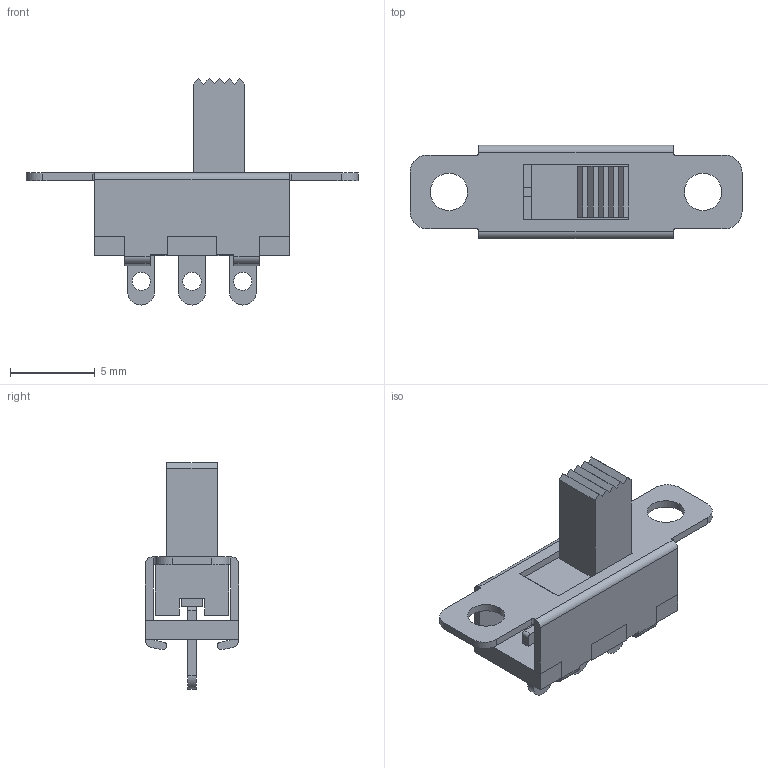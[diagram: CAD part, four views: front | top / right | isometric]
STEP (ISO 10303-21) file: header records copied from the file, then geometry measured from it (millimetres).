
FILE_DESCRIPTION((' '),'2;1');
FILE_NAME( 'SPDT Mini Slide Switch.stp', '2019-07-05T12:41:32', (' '), ('--- Datakit www.datakit.com---'), ' Datakit CrossCadWare V2018.4 Sep 24 2018', 'DATAKIT 2019 (c)', ' ');
FILE_SCHEMA(('AP242_MANAGED_MODEL_BASED_3D_ENGINEERING_MIM_LF { 1 0 10303 442 1 1 4 }'));
Length unit declared in the file: millimetre
Products named in the file (5): switch plate 2; switch pin 2; switch body 2; switch head 2; SPDT Mini Slide Switch
Assembly tree (6 placements, depth 2):
  SPDT Mini Slide Switch
    switch plate 2
    switch pin 2  x3
    switch body 2
    switch head 2
Bounding box: 19.6 x 5.5 x 13.35 mm (x, y, z)
Volume: 300.8 mm3; surface area: 853.9 mm2
Topology: 6 solids, 6 shells, 183 faces, 507 edges, 338 vertices
Faces by surface type: plane 132, cylinder 51
Entity records: 5424 total; most frequent: CARTESIAN_POINT 1137, ORIENTED_EDGE 870, DIRECTION 843, EDGE_CURVE 435, VECTOR 347, LINE 347, VERTEX_POINT 290, AXIS2_PLACEMENT_3D 248
